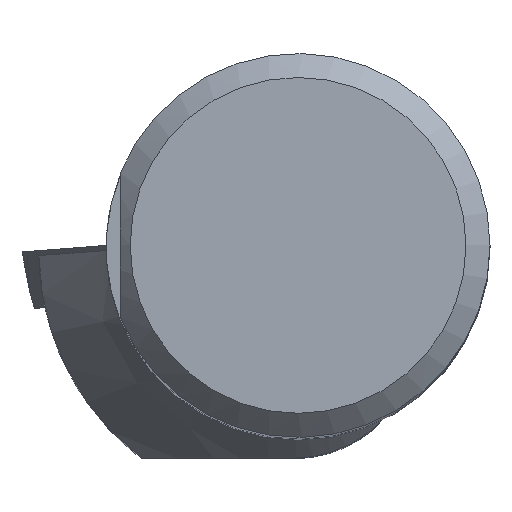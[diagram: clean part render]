
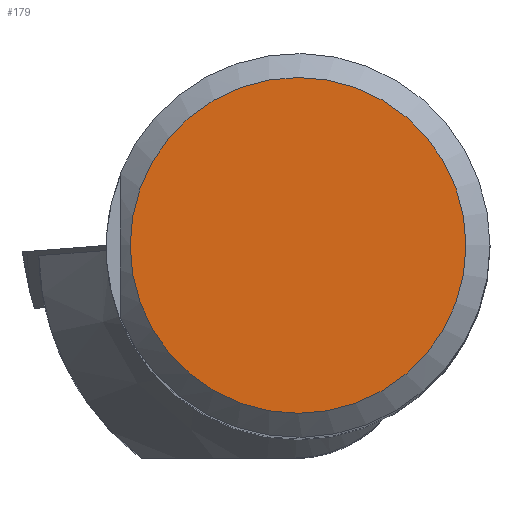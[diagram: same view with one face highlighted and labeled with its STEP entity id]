
A CAD part, top view. The second image highlights one B-rep face of the part: STEP entity #179.
In plain terms, the highlighted planar face has unit normal (0, 0, 1).
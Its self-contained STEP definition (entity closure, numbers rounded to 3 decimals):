
#146=FACE_OUTER_BOUND('',#353,.T.);
#179=ADVANCED_FACE('',(#146),#208,.F.);
#208=PLANE('',#820);
#353=EDGE_LOOP('',(#460));
#460=ORIENTED_EDGE('',*,*,#654,.T.);
#586=VERTEX_POINT('',#1211);
#654=EDGE_CURVE('',#586,#586,#701,.T.);
#701=CIRCLE('',#818,6.994);
#818=AXIS2_PLACEMENT_3D('',#1210,#975,#976);
#820=AXIS2_PLACEMENT_3D('',#1219,#979,#980);
#975=DIRECTION('',(0.,0.,1.));
#976=DIRECTION('',(-1.,0.,0.));
#979=DIRECTION('',(0.,0.,-1.));
#980=DIRECTION('',(-1.,0.,0.));
#1210=CARTESIAN_POINT('',(0.,0.,0.));
#1211=CARTESIAN_POINT('',(-6.994,0.,0.));
#1219=CARTESIAN_POINT('',(-7.994,0.,0.));
